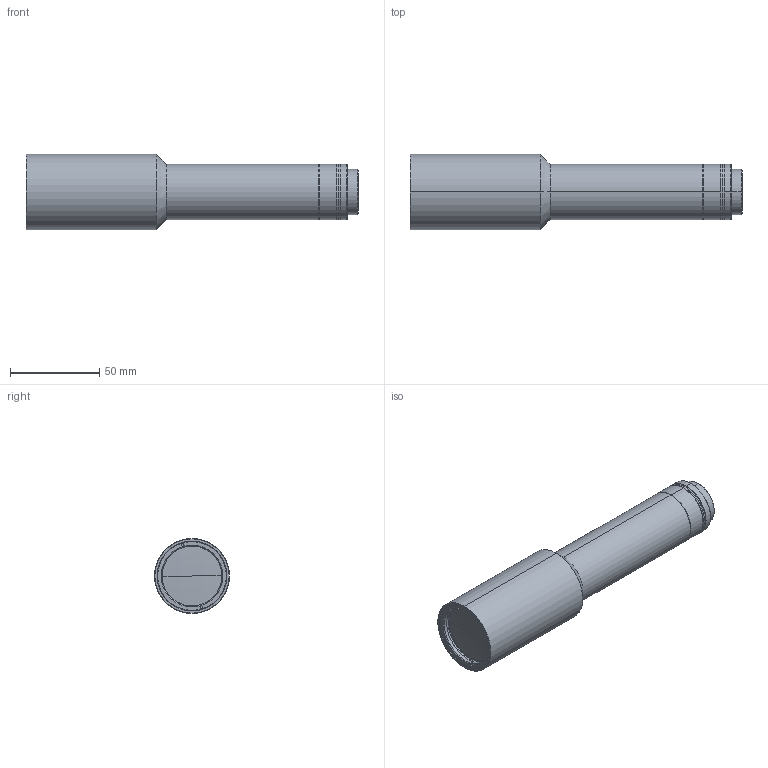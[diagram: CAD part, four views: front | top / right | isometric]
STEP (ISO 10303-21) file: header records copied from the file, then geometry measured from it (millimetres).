
FILE_DESCRIPTION (( 'STEP AP214' ), '1' );
FILE_NAME ('OTL11.5-10-220C.STEP', '2023-05-12T01:48:06', ( '' ), ( '' ), 'SwSTEP 2.0', 'SolidWorks 2022', '' );
FILE_SCHEMA (( 'AUTOMOTIVE_DESIGN' ));
Length unit declared in the file: millimetre
Products named in the file (1): OTL11.5-10-220C
Bounding box: 185.75 x 42 x 42 mm (x, y, z)
Volume: 106336.5 mm3; surface area: 47147.6 mm2
Topology: 13 solids, 13 shells, 184 faces, 401 edges, 252 vertices
Faces by surface type: cylinder 70, cone 54, plane 47, bspline 13
Entity records: 7529 total; most frequent: CARTESIAN_POINT 1165, DIRECTION 958, ORIENTED_EDGE 802, AXIS2_PLACEMENT_3D 403, EDGE_CURVE 401, VERTEX_POINT 252, CIRCLE 231, EDGE_LOOP 215
